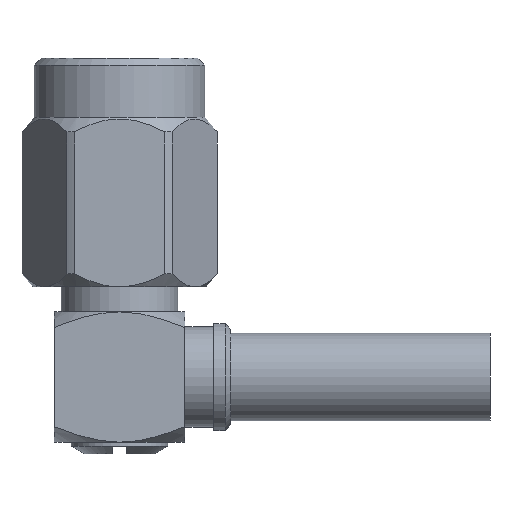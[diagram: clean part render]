
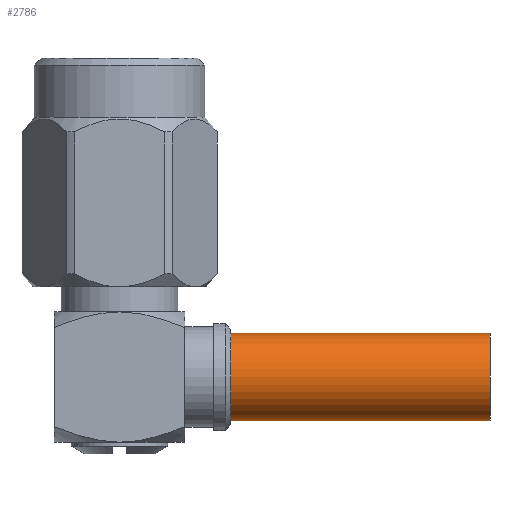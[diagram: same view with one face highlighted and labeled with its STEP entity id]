
A CAD part, left-side view. The second image highlights one B-rep face of the part: STEP entity #2786.
In plain terms, the highlighted cylindrical face has radius 1.6 mm (diameter 3.2 mm), a full revolution.
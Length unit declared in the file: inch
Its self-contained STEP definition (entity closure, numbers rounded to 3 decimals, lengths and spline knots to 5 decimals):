
#23 = EDGE_LOOP ( 'NONE', ( #593 ) ) ;
#103 = CARTESIAN_POINT ( 'NONE',  ( 0.06054, -0.23906, 0.01781 ) ) ;
#135 = CARTESIAN_POINT ( 'NONE',  ( 0.05973, -0.24954, 0.02 ) ) ;
#138 = CARTESIAN_POINT ( 'NONE',  ( 0.05973, -0.24422, 0.02 ) ) ;
#308 = FACE_OUTER_BOUND ( 'NONE', #2432, .T. ) ;
#311 = CARTESIAN_POINT ( 'NONE',  ( 0.05973, -0.24954, 0.02 ) ) ;
#312 = DIRECTION ( 'NONE',  ( 1., 0., 0. ) ) ;
#355 = CARTESIAN_POINT ( 'NONE',  ( 0.05973, -0.24954, 0.02 ) ) ;
#547 = CARTESIAN_POINT ( 'NONE',  ( 0.06053, -0.2391, -0.01784 ) ) ;
#556 = CARTESIAN_POINT ( 'NONE',  ( 0.06053, -0.25999, -0.01783 ) ) ;
#568 = CARTESIAN_POINT ( 'NONE',  ( 0.06299, -0.26954, -0.00524 ) ) ;
#574 = CARTESIAN_POINT ( 'NONE',  ( 0.06299, -0.1602, 0. ) ) ;
#593 = ORIENTED_EDGE ( 'NONE', *, *, #2314, .F. ) ;
#714 = VERTEX_POINT ( 'NONE', #135 ) ;
#784 = CARTESIAN_POINT ( 'NONE',  ( 0.06223, -0.26736, -0.01046 ) ) ;
#828 = CIRCLE ( 'NONE', #1670, 0.06299 ) ;
#928 = FACE_OUTER_BOUND ( 'NONE', #1315, .T. ) ;
#958 = DIRECTION ( 'NONE',  ( 0., -1., 0. ) ) ;
#970 = CARTESIAN_POINT ( 'NONE',  ( 0.05973, -0.25479, -0.02 ) ) ;
#1014 = CARTESIAN_POINT ( 'NONE',  ( 0.05973, -0.25486, 0.02 ) ) ;
#1203 = CARTESIAN_POINT ( 'NONE',  ( 0.06299, -0.22954, 0.00527 ) ) ;
#1231 = EDGE_CURVE ( 'NONE', #1324, #1324, #828, .T. ) ;
#1315 = EDGE_LOOP ( 'NONE', ( #2418 ) ) ;
#1324 = VERTEX_POINT ( 'NONE', #2549 ) ;
#1330 = CYLINDRICAL_SURFACE ( 'NONE', #2806, 0.06299 ) ;
#1441 = CARTESIAN_POINT ( 'NONE',  ( 0.06223, -0.26735, 0.01048 ) ) ;
#1448 = DIRECTION ( 'NONE',  ( 0., 1., 0. ) ) ;
#1449 = CARTESIAN_POINT ( 'NONE',  ( 0.05973, -0.2443, -0.02 ) ) ;
#1592 = CARTESIAN_POINT ( 'NONE',  ( 0., -0.53421, 0. ) ) ;
#1654 = AXIS2_PLACEMENT_3D ( 'NONE', #1807, #2707, #2231 ) ;
#1670 = AXIS2_PLACEMENT_3D ( 'NONE', #1592, #958, #312 ) ;
#1673 = DIRECTION ( 'NONE',  ( -1., 0., 0. ) ) ;
#1694 = FACE_BOUND ( 'NONE', #23, .T. ) ;
#1719 = B_SPLINE_CURVE_WITH_KNOTS ( 'NONE', 3,
 ( #355, #1014, #2534, #1441, #2729, #568, #784, #556, #970, #1449, #547, #1870, #2498, #1203, #1842, #103, #138, #311 ),
 .UNSPECIFIED., .T., .F.,
 ( 4, 2, 2, 2, 2, 2, 2, 2, 4 ),
 ( 0., 0.0004, 0.0008, 0.0012, 0.0016, 0.002, 0.0024, 0.0028, 0.0032 ),
 .UNSPECIFIED. ) ;
#1807 = CARTESIAN_POINT ( 'NONE',  ( 0., -0.1602, 0. ) ) ;
#1842 = CARTESIAN_POINT ( 'NONE',  ( 0.06223, -0.23173, 0.01047 ) ) ;
#1870 = CARTESIAN_POINT ( 'NONE',  ( 0.06223, -0.23171, -0.01046 ) ) ;
#1985 = ORIENTED_EDGE ( 'NONE', *, *, #1231, .F. ) ;
#2175 = EDGE_CURVE ( 'NONE', #2706, #2706, #2640, .T. ) ;
#2231 = DIRECTION ( 'NONE',  ( 1., 0., 0. ) ) ;
#2314 = EDGE_CURVE ( 'NONE', #714, #714, #1719, .T. ) ;
#2320 = CARTESIAN_POINT ( 'NONE',  ( 0., -0.53421, 0. ) ) ;
#2418 = ORIENTED_EDGE ( 'NONE', *, *, #2175, .T. ) ;
#2432 = EDGE_LOOP ( 'NONE', ( #1985 ) ) ;
#2498 = CARTESIAN_POINT ( 'NONE',  ( 0.06299, -0.22954, -0.00528 ) ) ;
#2534 = CARTESIAN_POINT ( 'NONE',  ( 0.06054, -0.26002, 0.0178 ) ) ;
#2549 = CARTESIAN_POINT ( 'NONE',  ( 0.06299, -0.53421, 0. ) ) ;
#2640 = CIRCLE ( 'NONE', #1654, 0.06299 ) ;
#2706 = VERTEX_POINT ( 'NONE', #574 ) ;
#2707 = DIRECTION ( 'NONE',  ( 0., -1., 0. ) ) ;
#2729 = CARTESIAN_POINT ( 'NONE',  ( 0.06299, -0.26954, 0.00527 ) ) ;
#2786 = ADVANCED_FACE ( 'NONE', ( #308, #928, #1694 ), #1330, .T. ) ;
#2806 = AXIS2_PLACEMENT_3D ( 'NONE', #2320, #1448, #1673 ) ;
